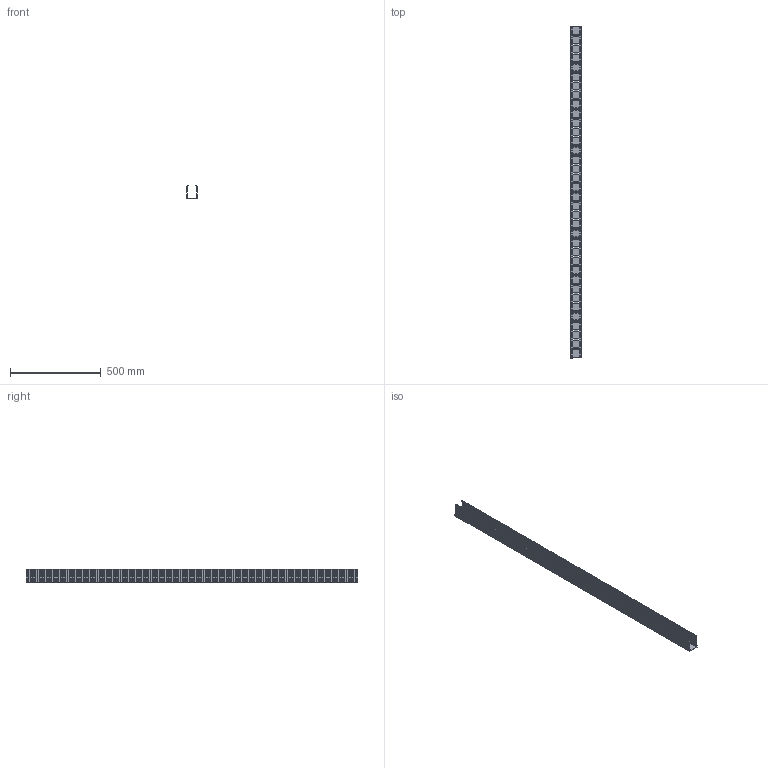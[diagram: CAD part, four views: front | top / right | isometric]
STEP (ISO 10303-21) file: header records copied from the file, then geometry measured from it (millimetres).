
FILE_DESCRIPTION (( 'STEP AP203' ), '1' );
FILE_NAME ('F2x3_3D_WEB.STEP', '2015-08-18T18:32:14', ( '' ), ( '' ), 'SwSTEP 2.0', 'SolidWorks 2014', '' );
FILE_SCHEMA (( 'CONFIG_CONTROL_DESIGN' ));
Products named in the file (1): F2x3_3D_WEB
Bounding box: 57.16 x 1828.8 x 76.81 mm (x, y, z)
Volume: 755552.8 mm3; surface area: 695505.6 mm2
Topology: 1 solids, 1 shells, 3022 faces, 9060 edges, 6040 vertices
Faces by surface type: plane 2812, cylinder 210
Entity records: 100603 total; most frequent: CARTESIAN_POINT 18123, ORIENTED_EDGE 18120, DIRECTION 15526, EDGE_CURVE 9060, VECTOR 8640, LINE 8640, VERTEX_POINT 6040, AXIS2_PLACEMENT_3D 3443
